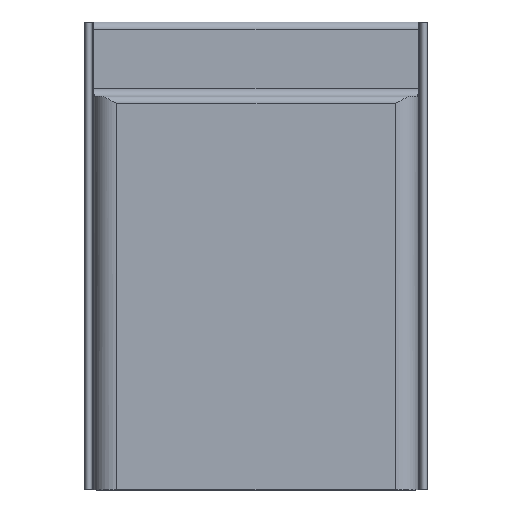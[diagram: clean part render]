
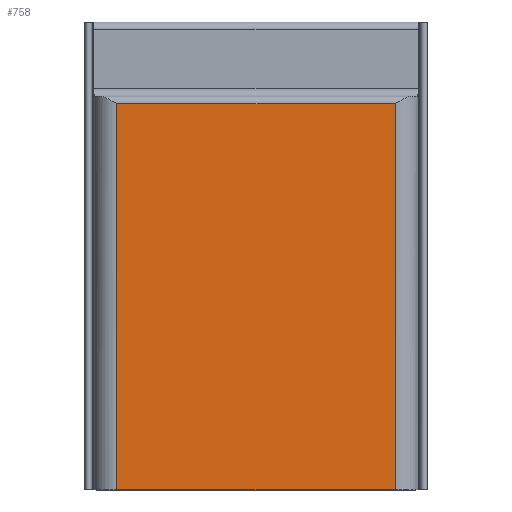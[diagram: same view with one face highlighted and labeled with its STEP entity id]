
A CAD part, top view. The second image highlights one B-rep face of the part: STEP entity #758.
In plain terms, the highlighted planar face has unit normal (0, 0, 1).
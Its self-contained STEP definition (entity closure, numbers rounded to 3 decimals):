
#6 = VERTEX_POINT ( 'NONE', #663 ) ;
#7 = EDGE_CURVE ( 'NONE', #177, #719, #376, .T. ) ;
#26 = ORIENTED_EDGE ( 'NONE', *, *, #439, .T. ) ;
#50 = VECTOR ( 'NONE', #581, 1000. ) ;
#86 = EDGE_LOOP ( 'NONE', ( #649, #569, #26, #848 ) ) ;
#140 = CARTESIAN_POINT ( 'NONE',  ( 15.001, 13.35, 5. ) ) ;
#141 = VERTEX_POINT ( 'NONE', #242 ) ;
#177 = VERTEX_POINT ( 'NONE', #387 ) ;
#197 = VECTOR ( 'NONE', #785, 1000. ) ;
#242 = CARTESIAN_POINT ( 'NONE',  ( -12.2, 13.35, 5. ) ) ;
#249 = DIRECTION ( 'NONE',  ( 0., 0., -1. ) ) ;
#287 = FACE_OUTER_BOUND ( 'NONE', #86, .T. ) ;
#289 = DIRECTION ( 'NONE',  ( -1., 0., 0. ) ) ;
#333 = VECTOR ( 'NONE', #465, 1000. ) ;
#355 = EDGE_CURVE ( 'NONE', #177, #141, #373, .T. ) ;
#373 = LINE ( 'NONE', #140, #520 ) ;
#376 = LINE ( 'NONE', #810, #197 ) ;
#387 = CARTESIAN_POINT ( 'NONE',  ( 12.2, 13.35, 5. ) ) ;
#400 = CARTESIAN_POINT ( 'NONE',  ( 12.2, -20.5, 5. ) ) ;
#436 = CARTESIAN_POINT ( 'NONE',  ( -12.2, 20.5, 5. ) ) ;
#439 = EDGE_CURVE ( 'NONE', #141, #6, #803, .T. ) ;
#465 = DIRECTION ( 'NONE',  ( 1., 0., 0. ) ) ;
#520 = VECTOR ( 'NONE', #289, 1000. ) ;
#531 = CARTESIAN_POINT ( 'NONE',  ( -12.2, 20.5, 5. ) ) ;
#569 = ORIENTED_EDGE ( 'NONE', *, *, #355, .T. ) ;
#581 = DIRECTION ( 'NONE',  ( 0., -1., 0. ) ) ;
#586 = LINE ( 'NONE', #903, #333 ) ;
#649 = ORIENTED_EDGE ( 'NONE', *, *, #7, .F. ) ;
#663 = CARTESIAN_POINT ( 'NONE',  ( -12.2, -20.5, 5. ) ) ;
#674 = PLANE ( 'NONE',  #762 ) ;
#719 = VERTEX_POINT ( 'NONE', #400 ) ;
#746 = DIRECTION ( 'NONE',  ( -1., 0., 0. ) ) ;
#758 = ADVANCED_FACE ( 'NONE', ( #287 ), #674, .F. ) ;
#762 = AXIS2_PLACEMENT_3D ( 'NONE', #531, #249, #746 ) ;
#779 = EDGE_CURVE ( 'NONE', #6, #719, #586, .T. ) ;
#785 = DIRECTION ( 'NONE',  ( 0., -1., 0. ) ) ;
#803 = LINE ( 'NONE', #436, #50 ) ;
#810 = CARTESIAN_POINT ( 'NONE',  ( 12.2, 20.5, 5. ) ) ;
#848 = ORIENTED_EDGE ( 'NONE', *, *, #779, .T. ) ;
#903 = CARTESIAN_POINT ( 'NONE',  ( -12.2, -20.5, 5. ) ) ;
